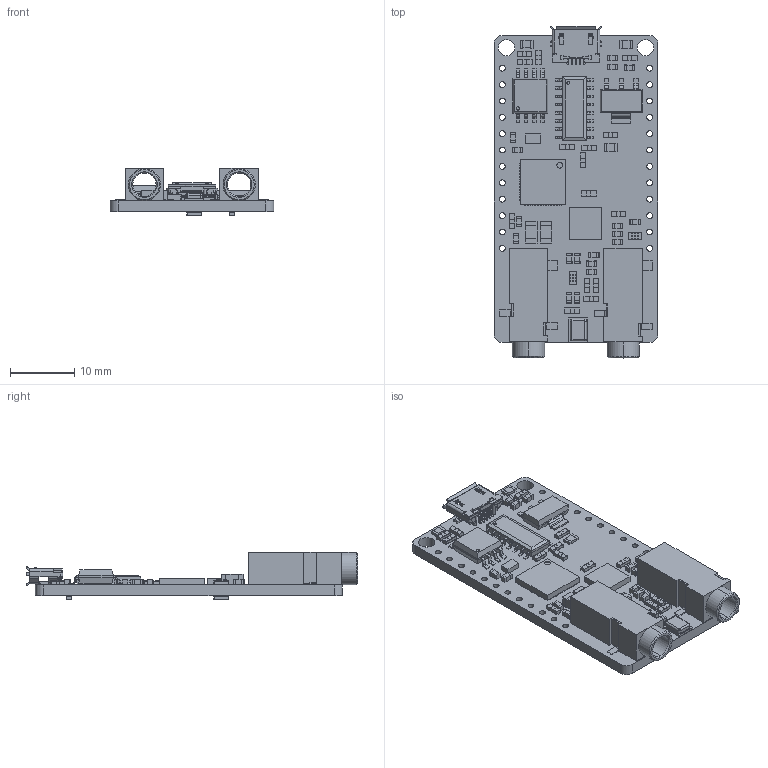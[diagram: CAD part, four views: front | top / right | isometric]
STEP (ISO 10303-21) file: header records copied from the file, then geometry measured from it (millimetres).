
FILE_DESCRIPTION(('Open CASCADE Model'),'2;1');
FILE_NAME('Open CASCADE Shape Model','2020-06-13T13:21:05',('Author'),( 'Open CASCADE'),'Open CASCADE STEP processor 6.8','Open CASCADE 6.8' ,'Unknown');
FILE_SCHEMA(('AUTOMOTIVE_DESIGN { 1 0 10303 214 1 1 1 1 }'));
Length unit declared in the file: millimetre
Products named in the file (103): PCB; Board; Open CASCADE STEP translator 6.8 1.1.1; R19; 6409262464; Mid_Body; Terminal; Open_CASCADE_STEP_translator_6.8_1.2.1; Mark; M1; UNK_Knowles_SPU0410HR5H-PB_eec; U1; User_Library-SOIC8_(ATTINY12); C25; 5909698080; Extruded; 5909551984; C24; U5; 5909705680; R21; 6427569632; R20; 6427558112; R18; 6427562672; R17; J3; CUI_SJ-3523-SMT-TR; J2; C33; User_Library-SMD_CAPACITOR0603; C32; C31; C30; C29; C28; C27; C26; C23 ...
Assembly tree (147 placements, depth 5):
  PCB
    Board
      Open CASCADE STEP translator 6.8 1.1.1
    R19
      6409262464
        Mid_Body
        Terminal  x2
          Open_CASCADE_STEP_translator_6.8_1.2.1
        Mark
    M1
      UNK_Knowles_SPU0410HR5H-PB_eec
    U1
      User_Library-SOIC8_(ATTINY12)
    C25
      5909698080  x2
        Extruded
      5909551984
        Extruded
    C24
      5909698080  x2
        Extruded
      5909551984
        Extruded
    U5
      5909705680
        Extruded
    R21
      6427569632
        Mid_Body
        Terminal  x2
          Open_CASCADE_STEP_translator_6.8_1.2.1
        Mark
    R20
      6427558112
        Mid_Body
        Terminal  x2
          Open_CASCADE_STEP_translator_6.8_1.2.1
        Mark
    R18
      6427562672
        Mid_Body
        Terminal  x2
          Open_CASCADE_STEP_translator_6.8_1.2.1
        Mark
    R17
      6427562672
        Mid_Body
        Terminal  x2
          Open_CASCADE_STEP_translator_6.8_1.2.1
        Mark
    J3
      CUI_SJ-3523-SMT-TR
    J2
      CUI_SJ-3523-SMT-TR
    C33
      User_Library-SMD_CAPACITOR0603
    C32
      User_Library-SMD_CAPACITOR0603
    C31
      User_Library-SMD_CAPACITOR0603
Bounding box: 25.4 x 51.49 x 7.29 mm (x, y, z)
Volume: 2889.9 mm3; surface area: 5484.3 mm2
Topology: 163 solids, 163 shells, 2813 faces, 6829 edges, 4246 vertices
Faces by surface type: plane 1945, cylinder 698, sphere 148, cone 10, torus 8, revolution 4
Full cylindrical faces by diameter (mm): 0.6 x2, 0.61 x1, 0.7 x2, 0.8 x4, 0.875 x1, 0.9 x24, 1.7 x4, 2.54 x2
Entity records: 51642 total; most frequent: CARTESIAN_POINT 7921, DIRECTION 7740, ORIENTED_EDGE 7444, EDGE_CURVE 3722, LINE 2906, VECTOR 2906, VERTEX_POINT 2418, AXIS2_PLACEMENT_3D 2415
